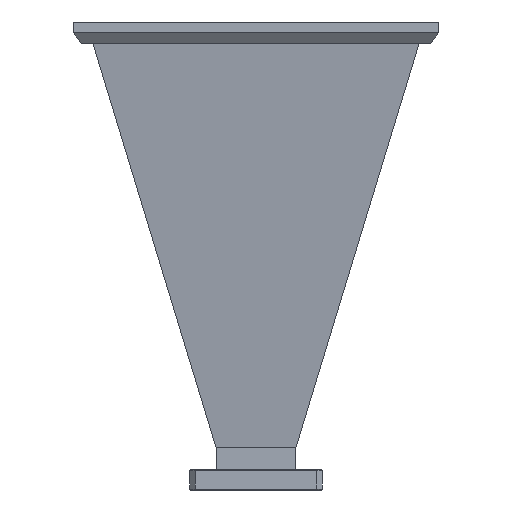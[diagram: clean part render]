
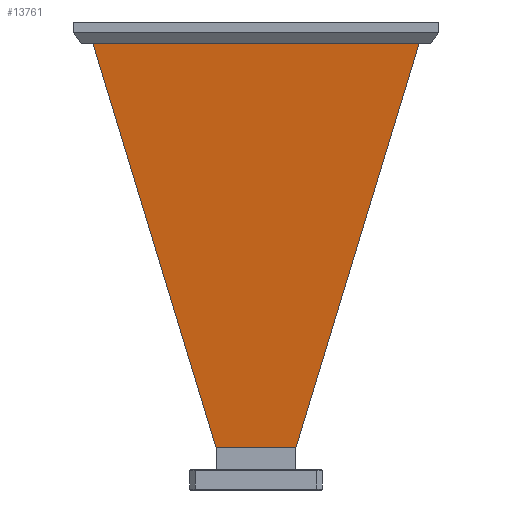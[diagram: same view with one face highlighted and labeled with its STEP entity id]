
A CAD part, front view. The second image highlights one B-rep face of the part: STEP entity #13761.
In plain terms, the highlighted planar face has unit normal (0, -0.995, -0.103).
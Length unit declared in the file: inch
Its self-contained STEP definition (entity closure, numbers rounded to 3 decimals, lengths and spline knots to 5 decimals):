
#1329 = EDGE_CURVE ( 'NONE', #27845, #13315, #4057, .T. ) ;
#4057 = LINE ( 'NONE', #21471, #12515 ) ;
#4327 = PLANE ( 'NONE',  #20467 ) ;
#4502 = CARTESIAN_POINT ( 'NONE',  ( 0.02014, -0.75137, -0.132 ) ) ;
#4678 = ORIENTED_EDGE ( 'NONE', *, *, #16086, .F. ) ;
#4958 = ORIENTED_EDGE ( 'NONE', *, *, #24290, .F. ) ;
#5132 = CARTESIAN_POINT ( 'NONE',  ( -0.02014, -0.75137, -0.132 ) ) ;
#5156 = VECTOR ( 'NONE', #14980, 39.37008 ) ;
#5190 = VECTOR ( 'NONE', #24601, 39.37008 ) ;
#5847 = CARTESIAN_POINT ( 'NONE',  ( 0.49, -0.24, -5.08569 ) ) ;
#6907 = VERTEX_POINT ( 'NONE', #26502 ) ;
#8225 = ORIENTED_EDGE ( 'NONE', *, *, #15441, .F. ) ;
#9021 = LINE ( 'NONE', #29685, #5156 ) ;
#9350 = EDGE_LOOP ( 'NONE', ( #4678, #27065, #9547, #29335, #4958, #8225 ) ) ;
#9387 = DIRECTION ( 'NONE',  ( 0., 0.103, -0.995 ) ) ;
#9547 = ORIENTED_EDGE ( 'NONE', *, *, #1329, .T. ) ;
#9858 = CARTESIAN_POINT ( 'NONE',  ( 0., -0.75137, -0.132 ) ) ;
#10124 = CARTESIAN_POINT ( 'NONE',  ( 2.04, -0.765, 0. ) ) ;
#11437 = LINE ( 'NONE', #10124, #24478 ) ;
#11723 = LINE ( 'NONE', #19377, #5190 ) ;
#11819 = LINE ( 'NONE', #9858, #30599 ) ;
#12434 = DIRECTION ( 'NONE',  ( 1., 0., 0. ) ) ;
#12515 = VECTOR ( 'NONE', #14057, 39.37008 ) ;
#13315 = VERTEX_POINT ( 'NONE', #5847 ) ;
#13636 = LINE ( 'NONE', #20963, #17065 ) ;
#13761 = ADVANCED_FACE ( 'NONE', ( #28259 ), #4327, .T. ) ;
#13812 = EDGE_CURVE ( 'NONE', #27845, #21050, #13636, .T. ) ;
#14057 = DIRECTION ( 'NONE',  ( 1., 0., 0. ) ) ;
#14944 = DIRECTION ( 'NONE',  ( -0.29, 0.098, -0.952 ) ) ;
#14980 = DIRECTION ( 'NONE',  ( 1., 0., 0. ) ) ;
#15441 = EDGE_CURVE ( 'NONE', #28860, #18579, #11723, .T. ) ;
#15712 = CARTESIAN_POINT ( 'NONE',  ( -0.49, -0.24, -5.08569 ) ) ;
#16086 = EDGE_CURVE ( 'NONE', #21050, #28860, #9021, .T. ) ;
#17065 = VECTOR ( 'NONE', #28347, 39.37008 ) ;
#18579 = VERTEX_POINT ( 'NONE', #4502 ) ;
#19377 = CARTESIAN_POINT ( 'NONE',  ( 0., -0.75137, -0.132 ) ) ;
#20467 = AXIS2_PLACEMENT_3D ( 'NONE', #23961, #26449, #9387 ) ;
#20963 = CARTESIAN_POINT ( 'NONE',  ( -0.49, -0.24, -5.08569 ) ) ;
#21050 = VERTEX_POINT ( 'NONE', #22572 ) ;
#21471 = CARTESIAN_POINT ( 'NONE',  ( 0., -0.24, -5.08569 ) ) ;
#22572 = CARTESIAN_POINT ( 'NONE',  ( -1.99977, -0.75137, -0.132 ) ) ;
#23961 = CARTESIAN_POINT ( 'NONE',  ( 0., -0.5025, -2.54285 ) ) ;
#24290 = EDGE_CURVE ( 'NONE', #18579, #6907, #11819, .T. ) ;
#24478 = VECTOR ( 'NONE', #14944, 39.37008 ) ;
#24601 = DIRECTION ( 'NONE',  ( 1., 0., 0. ) ) ;
#24827 = EDGE_CURVE ( 'NONE', #6907, #13315, #11437, .T. ) ;
#26449 = DIRECTION ( 'NONE',  ( 0., -0.995, -0.103 ) ) ;
#26502 = CARTESIAN_POINT ( 'NONE',  ( 1.99977, -0.75137, -0.132 ) ) ;
#27065 = ORIENTED_EDGE ( 'NONE', *, *, #13812, .F. ) ;
#27845 = VERTEX_POINT ( 'NONE', #15712 ) ;
#28259 = FACE_OUTER_BOUND ( 'NONE', #9350, .T. ) ;
#28347 = DIRECTION ( 'NONE',  ( -0.29, -0.098, 0.952 ) ) ;
#28860 = VERTEX_POINT ( 'NONE', #5132 ) ;
#29335 = ORIENTED_EDGE ( 'NONE', *, *, #24827, .F. ) ;
#29685 = CARTESIAN_POINT ( 'NONE',  ( 0., -0.75137, -0.132 ) ) ;
#30599 = VECTOR ( 'NONE', #12434, 39.37008 ) ;
